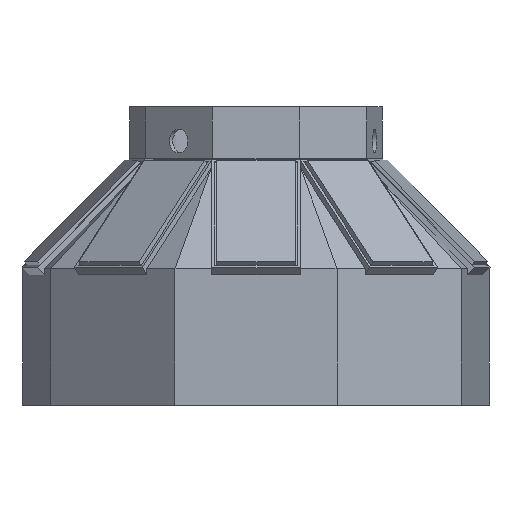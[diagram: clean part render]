
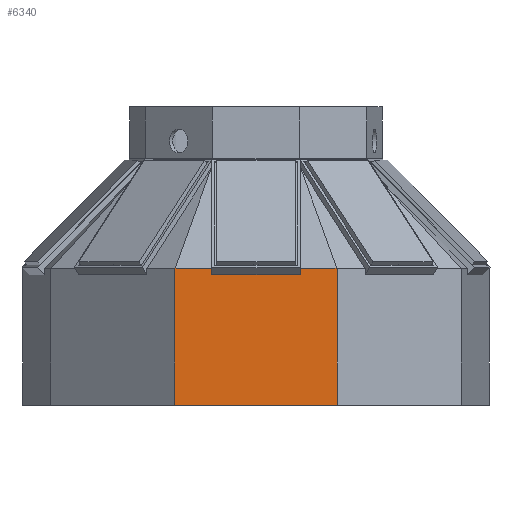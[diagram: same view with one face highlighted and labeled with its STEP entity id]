
A CAD part, front view. The second image highlights one B-rep face of the part: STEP entity #6340.
In plain terms, the highlighted planar face has unit normal (0, -1, 0).
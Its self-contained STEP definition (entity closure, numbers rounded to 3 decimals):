
#693=FACE_OUTER_BOUND('',#1057,.T.);
#1057=EDGE_LOOP('',(#5569,#5570,#5571,#5572,#5573,#5574,#5575,#5576));
#1481=LINE('',#11487,#2156);
#1505=LINE('',#11569,#2180);
#1729=LINE('',#12379,#2404);
#1733=LINE('',#12401,#2408);
#1735=LINE('',#12406,#2410);
#1741=LINE('',#12436,#2416);
#1742=LINE('',#12438,#2417);
#1743=LINE('',#12439,#2418);
#2156=VECTOR('',#7606,10.);
#2180=VECTOR('',#7642,10.);
#2404=VECTOR('',#8100,10.);
#2408=VECTOR('',#8106,10.);
#2410=VECTOR('',#8112,10.);
#2416=VECTOR('',#8130,10.);
#2417=VECTOR('',#8133,10.);
#2418=VECTOR('',#8134,10.);
#2841=VERTEX_POINT('',#11484);
#2842=VERTEX_POINT('',#11486);
#2857=VERTEX_POINT('',#11566);
#2858=VERTEX_POINT('',#11568);
#2994=VERTEX_POINT('',#12371);
#2995=VERTEX_POINT('',#12378);
#2996=VERTEX_POINT('',#12399);
#2997=VERTEX_POINT('',#12405);
#3587=EDGE_CURVE('',#2841,#2842,#1481,.T.);
#3612=EDGE_CURVE('',#2858,#2857,#1505,.T.);
#3868=EDGE_CURVE('',#2995,#2994,#1729,.T.);
#3872=EDGE_CURVE('',#2996,#2994,#1733,.T.);
#3874=EDGE_CURVE('',#2996,#2997,#1735,.T.);
#3881=EDGE_CURVE('',#2857,#2995,#1741,.T.);
#3882=EDGE_CURVE('',#2858,#2841,#1742,.T.);
#3883=EDGE_CURVE('',#2842,#2997,#1743,.T.);
#5569=ORIENTED_EDGE('',*,*,#3587,.F.);
#5570=ORIENTED_EDGE('',*,*,#3882,.F.);
#5571=ORIENTED_EDGE('',*,*,#3612,.T.);
#5572=ORIENTED_EDGE('',*,*,#3881,.T.);
#5573=ORIENTED_EDGE('',*,*,#3868,.T.);
#5574=ORIENTED_EDGE('',*,*,#3872,.F.);
#5575=ORIENTED_EDGE('',*,*,#3874,.T.);
#5576=ORIENTED_EDGE('',*,*,#3883,.F.);
#6009=PLANE('',#6737);
#6340=ADVANCED_FACE('',(#693),#6009,.T.);
#6737=AXIS2_PLACEMENT_3D('',#12437,#8131,#8132);
#7606=DIRECTION('',(0.,0.,-1.));
#7642=DIRECTION('',(0.,0.,-1.));
#8100=DIRECTION('',(0.,0.,1.));
#8106=DIRECTION('',(1.,0.,0.));
#8112=DIRECTION('',(0.,0.,-1.));
#8130=DIRECTION('',(-1.,0.,0.));
#8131=DIRECTION('center_axis',(0.,-1.,0.));
#8132=DIRECTION('ref_axis',(-1.,0.,0.));
#8133=DIRECTION('',(1.,0.,0.));
#8134=DIRECTION('',(-1.,0.,0.));
#11484=CARTESIAN_POINT('',(23.698,-65.101,148.));
#11486=CARTESIAN_POINT('',(23.698,-65.101,108.));
#11487=CARTESIAN_POINT('',(23.698,-65.101,148.));
#11566=CARTESIAN_POINT('',(13.,-65.102,146.098));
#11568=CARTESIAN_POINT('',(13.,-65.102,148.));
#11569=CARTESIAN_POINT('',(13.,-65.102,164.011));
#12371=CARTESIAN_POINT('',(-13.,-65.103,148.));
#12378=CARTESIAN_POINT('',(-13.,-65.103,146.099));
#12379=CARTESIAN_POINT('',(-13.,-65.103,148.101));
#12399=CARTESIAN_POINT('',(-23.693,-65.104,148.));
#12401=CARTESIAN_POINT('',(23.698,-65.101,148.));
#12405=CARTESIAN_POINT('',(-23.693,-65.104,108.));
#12406=CARTESIAN_POINT('',(-23.693,-65.104,148.));
#12436=CARTESIAN_POINT('',(18.349,-65.102,146.097));
#12437=CARTESIAN_POINT('Origin',(23.698,-65.101,148.));
#12438=CARTESIAN_POINT('',(23.698,-65.101,148.));
#12439=CARTESIAN_POINT('',(23.698,-65.101,108.));
